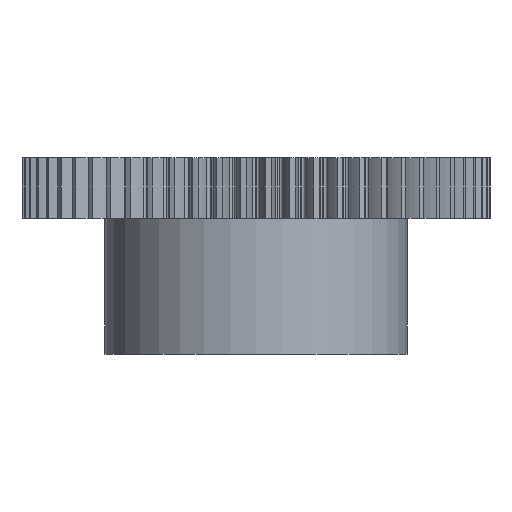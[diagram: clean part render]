
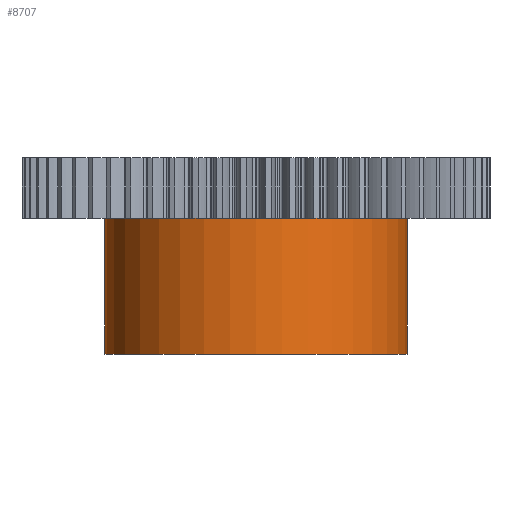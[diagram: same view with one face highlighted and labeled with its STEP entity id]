
A CAD part, front view. The second image highlights one B-rep face of the part: STEP entity #8707.
In plain terms, the highlighted cylindrical face has radius 20 mm (diameter 40 mm), a partial arc.
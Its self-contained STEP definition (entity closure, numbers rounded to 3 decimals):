
#2232 = CIRCLE ( 'NONE', #2260, 20. ) ;
#2254 = AXIS2_PLACEMENT_3D ( 'NONE', #2272, #2274, #2281 ) ;
#2258 = DIRECTION ( 'NONE',  ( 1., 0., 0. ) ) ;
#2259 = DIRECTION ( 'NONE',  ( 0., 0., 1. ) ) ;
#2260 = AXIS2_PLACEMENT_3D ( 'NONE', #2264, #2259, #2258 ) ;
#2264 = CARTESIAN_POINT ( 'NONE',  ( 0., 0., -18. ) ) ;
#2272 = CARTESIAN_POINT ( 'NONE',  ( 0., 0., -18. ) ) ;
#2273 = FACE_OUTER_BOUND ( 'NONE', #8717, .T. ) ;
#2274 = DIRECTION ( 'NONE',  ( 0., 0., 1. ) ) ;
#2277 = CYLINDRICAL_SURFACE ( 'NONE', #2254, 20. ) ;
#2281 = DIRECTION ( 'NONE',  ( 1., 0., 0. ) ) ;
#3466 = CIRCLE ( 'NONE', #3479, 20. ) ;
#3479 = AXIS2_PLACEMENT_3D ( 'NONE', #3513, #3512, #3511 ) ;
#3511 = DIRECTION ( 'NONE',  ( 1., 0., 0. ) ) ;
#3512 = DIRECTION ( 'NONE',  ( 0., 0., 1. ) ) ;
#3513 = CARTESIAN_POINT ( 'NONE',  ( 0., 0., 0. ) ) ;
#5105 = VERTEX_POINT ( 'NONE', #10017 ) ;
#5107 = EDGE_CURVE ( 'NONE', #5198, #5105, #9999, .T. ) ;
#5192 = EDGE_CURVE ( 'NONE', #5201, #5199, #10205, .T. ) ;
#5198 = VERTEX_POINT ( 'NONE', #10199 ) ;
#5199 = VERTEX_POINT ( 'NONE', #10197 ) ;
#5201 = VERTEX_POINT ( 'NONE', #10193 ) ;
#8703 = ORIENTED_EDGE ( 'NONE', *, *, #5192, .F. ) ;
#8706 = ORIENTED_EDGE ( 'NONE', *, *, #8708, .T. ) ;
#8707 = ADVANCED_FACE ( 'NONE', ( #2273 ), #2277, .T. ) ;
#8708 = EDGE_CURVE ( 'NONE', #5201, #5198, #2232, .T. ) ;
#8710 = ORIENTED_EDGE ( 'NONE', *, *, #5107, .T. ) ;
#8712 = ORIENTED_EDGE ( 'NONE', *, *, #9413, .F. ) ;
#8717 = EDGE_LOOP ( 'NONE', ( #8703, #8706, #8710, #8712 ) ) ;
#9413 = EDGE_CURVE ( 'NONE', #5199, #5105, #3466, .T. ) ;
#9999 = LINE ( 'NONE', #10011, #10050 ) ;
#10010 = DIRECTION ( 'NONE',  ( 0., 0., 1. ) ) ;
#10011 = CARTESIAN_POINT ( 'NONE',  ( 20., 0., -18. ) ) ;
#10017 = CARTESIAN_POINT ( 'NONE',  ( 20., 0., 0. ) ) ;
#10050 = VECTOR ( 'NONE', #10010, 1000. ) ;
#10193 = CARTESIAN_POINT ( 'NONE',  ( -20., 0., -18. ) ) ;
#10194 = DIRECTION ( 'NONE',  ( 0., 0., 1. ) ) ;
#10195 = VECTOR ( 'NONE', #10194, 1000. ) ;
#10197 = CARTESIAN_POINT ( 'NONE',  ( -20., 0., 0. ) ) ;
#10199 = CARTESIAN_POINT ( 'NONE',  ( 20., 0., -18. ) ) ;
#10204 = CARTESIAN_POINT ( 'NONE',  ( -20., 0., -18. ) ) ;
#10205 = LINE ( 'NONE', #10204, #10195 ) ;
